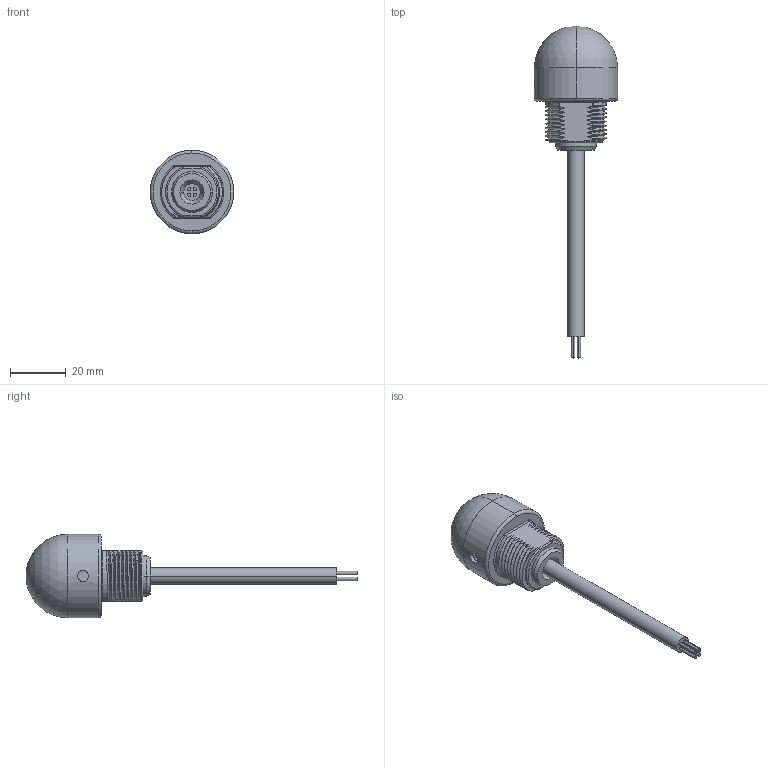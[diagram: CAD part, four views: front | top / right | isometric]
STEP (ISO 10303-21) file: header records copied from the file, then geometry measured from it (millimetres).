
FILE_DESCRIPTION((''),'2;1');
FILE_NAME('152818_SW','2010-06-03T',('banengservice'),('BANNER ENGINEERING'),'PRO/ENGINEER BY PARAMETRIC TECHNOLOGY CORPORATION, 2009141','PRO/ENGINEER BY PARAMETRIC TECHNOLOGY CORPORATION, 2009141','');
FILE_SCHEMA(('CONFIG_CONTROL_DESIGN'));
Length unit declared in the file: inch
Products named in the file (1): 152818_SW
Bounding box: 30 x 119.22 x 30 mm (x, y, z)
Volume: 12038.8 mm3; surface area: 10073.1 mm2
Topology: 1 solids, 2 shells, 300 faces, 787 edges, 494 vertices
Faces by surface type: cylinder 98, bspline 81, plane 66, torus 22, cone 18, sphere 15
Entity records: 14720 total; most frequent: CARTESIAN_POINT 7922, ORIENTED_EDGE 1566, DIRECTION 1211, EDGE_CURVE 783, AXIS2_PLACEMENT_3D 507, VERTEX_POINT 494, EDGE_LOOP 315, FACE_OUTER_BOUND 300
